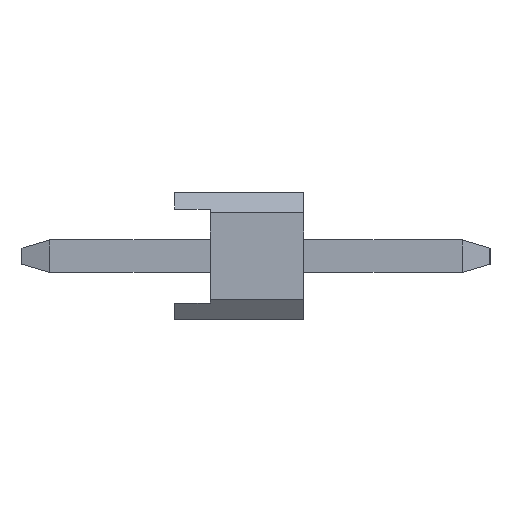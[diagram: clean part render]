
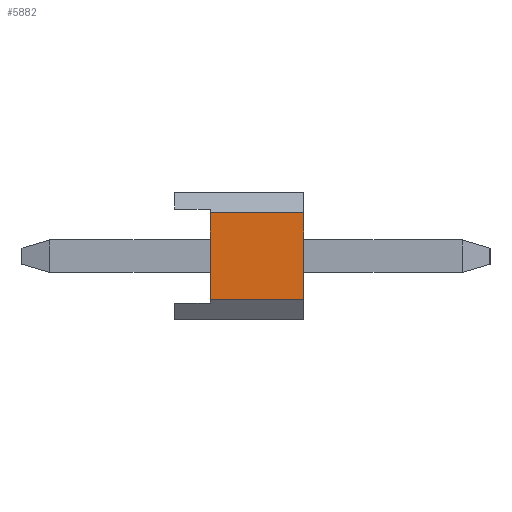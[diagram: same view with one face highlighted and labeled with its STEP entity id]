
A CAD part, left-side view. The second image highlights one B-rep face of the part: STEP entity #5882.
In plain terms, the highlighted planar face has unit normal (-1, 0, 0).
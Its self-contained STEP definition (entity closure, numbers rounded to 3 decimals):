
#5882=ADVANCED_FACE('',(#16701),#16702,.T.);
#7364=VERTEX_POINT('',#18366);
#8126=VERTEX_POINT('',#19192);
#10262=EDGE_CURVE('',#7364,#8126,#21549,.T.);
#11974=EDGE_CURVE('',#8126,#15086,#23426,.T.);
#13240=EDGE_CURVE('',#15086,#13436,#24826,.T.);
#13436=VERTEX_POINT('',#25039);
#15086=VERTEX_POINT('',#26874);
#15494=EDGE_CURVE('',#7364,#13436,#27329,.T.);
#16701=FACE_OUTER_BOUND('',#28820,.T.);
#16702=PLANE('',#28821);
#18366=CARTESIAN_POINT('',(-44.35,-0.7,0.851));
#19192=CARTESIAN_POINT('',(-44.35,-0.7,-0.851));
#21549=LINE('',#35813,#35814);
#23426=LINE('',#38522,#38523);
#24826=LINE('',#40564,#40565);
#25039=CARTESIAN_POINT('',(-44.35,-2.54,0.851));
#26874=CARTESIAN_POINT('',(-44.35,-2.54,-0.851));
#27329=LINE('',#44165,#44166);
#28820=EDGE_LOOP('',(#45717,#45718,#45719,#45720));
#28821=AXIS2_PLACEMENT_3D('',#45721,#45722,#45723);
#35813=CARTESIAN_POINT('',(-44.35,-0.7,-0.426));
#35814=VECTOR('',#50774,1.0);
#38522=CARTESIAN_POINT('',(-44.35,0.,-0.851));
#38523=VECTOR('',#52566,1.0);
#40564=CARTESIAN_POINT('',(-44.35,-2.54,0.851));
#40565=VECTOR('',#53983,1.0);
#44165=CARTESIAN_POINT('',(-44.35,0.,0.851));
#44166=VECTOR('',#56724,1.0);
#45717=ORIENTED_EDGE('',*,*,#10262,.T.);
#45718=ORIENTED_EDGE('',*,*,#11974,.T.);
#45719=ORIENTED_EDGE('',*,*,#13240,.T.);
#45720=ORIENTED_EDGE('',*,*,#15494,.F.);
#45721=CARTESIAN_POINT('',(-44.35,0.,-0.851));
#45722=DIRECTION('',(-1.0,0.0,0.0));
#45723=DIRECTION('',(0.0,0.,-1.0));
#50774=DIRECTION('',(0.0,0.,-1.0));
#52566=DIRECTION('',(0.0,-1.0,0.));
#53983=DIRECTION('',(0.0,0.,1.0));
#56724=DIRECTION('',(0.0,-1.0,0.));
